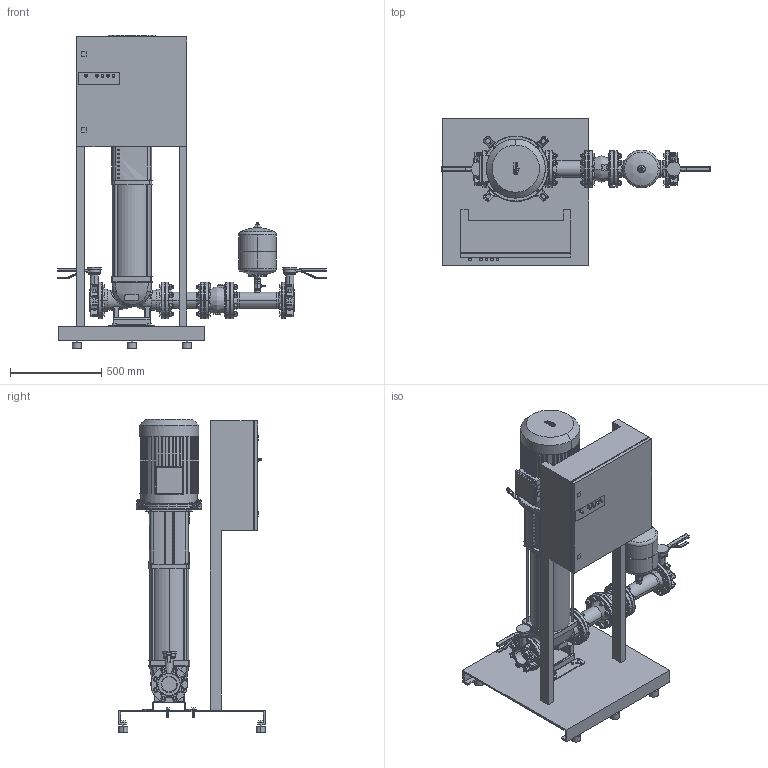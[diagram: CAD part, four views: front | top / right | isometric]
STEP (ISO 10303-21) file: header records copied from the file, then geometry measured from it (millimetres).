
FILE_DESCRIPTION((''),'2;1');
FILE_NAME('3d_FLA-1HELIXV5205_2_K-02PN16-2534397.stp','2013-07-05T14:16:43',(''),(''),'Mechanical Desktop 2009','Mechanical Desktop 2009',', , ');
FILE_SCHEMA(('CONFIG_CONTROL_DESIGN'));
Length unit declared in the file: millimetre
Products named in the file (1): Product
Bounding box: 1469.5 x 800 x 1715.2 mm (x, y, z)
Volume: 178953814.1 mm3; surface area: 7884735.3 mm2
Topology: 91 solids, 91 shells, 3198 faces, 7992 edges, 5161 vertices
Faces by surface type: bspline 1435, plane 912, cylinder 606, torus 125, cone 110, sphere 10
Entity records: 112717 total; most frequent: CARTESIAN_POINT 38840, ORIENTED_EDGE 15938, DIRECTION 13907, EDGE_CURVE 7969, VERTEX_POINT 5156, VECTOR 4755, LINE 4755, AXIS2_PLACEMENT_3D 4576
